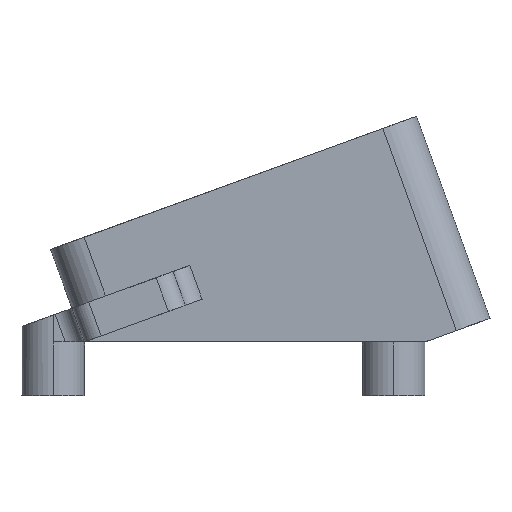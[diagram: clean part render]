
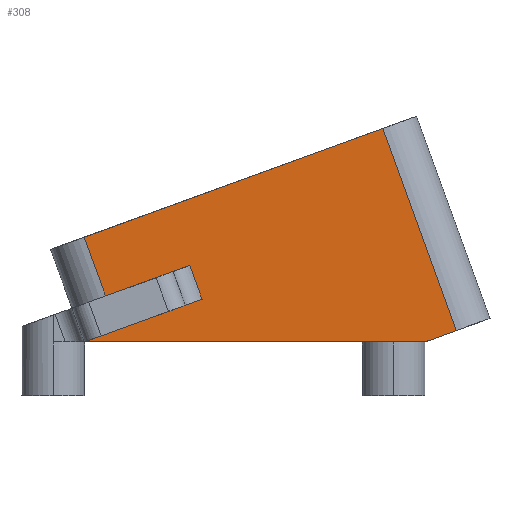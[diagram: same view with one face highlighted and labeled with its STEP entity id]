
A CAD part, left-side view. The second image highlights one B-rep face of the part: STEP entity #308.
In plain terms, the highlighted planar face has unit normal (-1, 0, 0).
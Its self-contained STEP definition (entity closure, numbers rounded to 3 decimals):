
#48 = DIRECTION ( 'NONE',  ( 0., -0.342, -0.94 ) ) ;
#51 = EDGE_CURVE ( 'NONE', #1939, #1258, #2184, .T. ) ;
#114 = VECTOR ( 'NONE', #703, 1000. ) ;
#155 = DIRECTION ( 'NONE',  ( 0., -0.342, -0.94 ) ) ;
#165 = EDGE_CURVE ( 'NONE', #414, #1694, #1672, .T. ) ;
#215 = ORIENTED_EDGE ( 'NONE', *, *, #165, .T. ) ;
#221 = CARTESIAN_POINT ( 'NONE',  ( 9.15, 13.056, -9.246 ) ) ;
#259 = CARTESIAN_POINT ( 'NONE',  ( 9.15, 17.355, 2.563 ) ) ;
#262 = EDGE_CURVE ( 'NONE', #1694, #614, #723, .T. ) ;
#265 = VECTOR ( 'NONE', #48, 1000. ) ;
#308 = ADVANCED_FACE ( 'NONE', ( #1824 ), #746, .F. ) ;
#337 = VECTOR ( 'NONE', #155, 1000. ) ;
#414 = VERTEX_POINT ( 'NONE', #1323 ) ;
#432 = VERTEX_POINT ( 'NONE', #890 ) ;
#561 = CARTESIAN_POINT ( 'NONE',  ( 9.15, 14.936, -9.93 ) ) ;
#614 = VERTEX_POINT ( 'NONE', #259 ) ;
#703 = DIRECTION ( 'NONE',  ( 0., 0.342, 0.94 ) ) ;
#705 = CARTESIAN_POINT ( 'NONE',  ( 9.15, 20.43, 5.164 ) ) ;
#723 = LINE ( 'NONE', #221, #265 ) ;
#746 = PLANE ( 'NONE',  #1634 ) ;
#753 = EDGE_CURVE ( 'NONE', #1939, #414, #1981, .T. ) ;
#781 = EDGE_LOOP ( 'NONE', ( #215, #1719, #1658, #1110, #2231, #1002, #1784, #1692 ) ) ;
#810 = EDGE_CURVE ( 'NONE', #432, #1368, #1764, .T. ) ;
#814 = VECTOR ( 'NONE', #1881, 1000. ) ;
#890 = CARTESIAN_POINT ( 'NONE',  ( 9.15, 18.55, 0. ) ) ;
#933 = VECTOR ( 'NONE', #2050, 1000. ) ;
#959 = LINE ( 'NONE', #1749, #337 ) ;
#1002 = ORIENTED_EDGE ( 'NONE', *, *, #1834, .T. ) ;
#1021 = EDGE_CURVE ( 'NONE', #1623, #614, #1373, .T. ) ;
#1025 = CARTESIAN_POINT ( 'NONE',  ( 9.15, -2.226, 0.637 ) ) ;
#1095 = DIRECTION ( 'NONE',  ( 0., 1., 0. ) ) ;
#1110 = ORIENTED_EDGE ( 'NONE', *, *, #2041, .T. ) ;
#1158 = DIRECTION ( 'NONE',  ( 0., -0.94, 0.342 ) ) ;
#1240 = DIRECTION ( 'NONE',  ( 0., 0.94, -0.342 ) ) ;
#1253 = CARTESIAN_POINT ( 'NONE',  ( 9.15, 1.879, 11.916 ) ) ;
#1258 = VERTEX_POINT ( 'NONE', #1350 ) ;
#1314 = CARTESIAN_POINT ( 'NONE',  ( 9.15, 11.972, 2.394 ) ) ;
#1323 = CARTESIAN_POINT ( 'NONE',  ( 9.15, 1.879, 11.916 ) ) ;
#1329 = CARTESIAN_POINT ( 'NONE',  ( 9.15, 18.55, 0. ) ) ;
#1350 = CARTESIAN_POINT ( 'NONE',  ( 9.15, -0.475, 0. ) ) ;
#1368 = VERTEX_POINT ( 'NONE', #1314 ) ;
#1373 = LINE ( 'NONE', #1921, #2185 ) ;
#1432 = CARTESIAN_POINT ( 'NONE',  ( 9.15, 12.656, 4.274 ) ) ;
#1435 = VECTOR ( 'NONE', #1240, 1000. ) ;
#1440 = LINE ( 'NONE', #1534, #933 ) ;
#1534 = CARTESIAN_POINT ( 'NONE',  ( 9.15, 0., 0. ) ) ;
#1570 = VECTOR ( 'NONE', #1158, 1000. ) ;
#1609 = DIRECTION ( 'NONE',  ( 1., 0., 0. ) ) ;
#1623 = VERTEX_POINT ( 'NONE', #1432 ) ;
#1634 = AXIS2_PLACEMENT_3D ( 'NONE', #561, #1609, #1095 ) ;
#1658 = ORIENTED_EDGE ( 'NONE', *, *, #1021, .F. ) ;
#1672 = LINE ( 'NONE', #705, #1435 ) ;
#1692 = ORIENTED_EDGE ( 'NONE', *, *, #753, .T. ) ;
#1694 = VERTEX_POINT ( 'NONE', #1964 ) ;
#1719 = ORIENTED_EDGE ( 'NONE', *, *, #262, .T. ) ;
#1749 = CARTESIAN_POINT ( 'NONE',  ( 9.15, 11.972, 2.394 ) ) ;
#1750 = DIRECTION ( 'NONE',  ( 0., 0.94, -0.342 ) ) ;
#1764 = LINE ( 'NONE', #1329, #1570 ) ;
#1784 = ORIENTED_EDGE ( 'NONE', *, *, #51, .F. ) ;
#1824 = FACE_OUTER_BOUND ( 'NONE', #781, .T. ) ;
#1834 = EDGE_CURVE ( 'NONE', #432, #1258, #1440, .T. ) ;
#1881 = DIRECTION ( 'NONE',  ( 0., 0.94, -0.342 ) ) ;
#1895 = CARTESIAN_POINT ( 'NONE',  ( 9.15, -0.475, 0. ) ) ;
#1921 = CARTESIAN_POINT ( 'NONE',  ( 9.15, 19.234, 1.879 ) ) ;
#1939 = VERTEX_POINT ( 'NONE', #1025 ) ;
#1964 = CARTESIAN_POINT ( 'NONE',  ( 9.15, 18.55, 5.848 ) ) ;
#1981 = LINE ( 'NONE', #1253, #114 ) ;
#2041 = EDGE_CURVE ( 'NONE', #1623, #1368, #959, .T. ) ;
#2050 = DIRECTION ( 'NONE',  ( 0., -1., 0. ) ) ;
#2184 = LINE ( 'NONE', #1895, #814 ) ;
#2185 = VECTOR ( 'NONE', #1750, 1000. ) ;
#2231 = ORIENTED_EDGE ( 'NONE', *, *, #810, .F. ) ;
